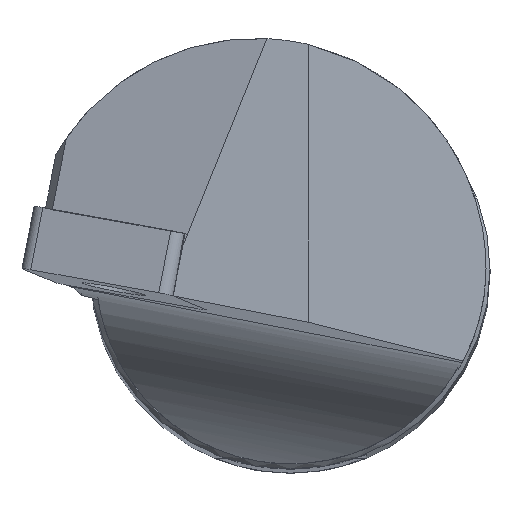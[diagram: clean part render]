
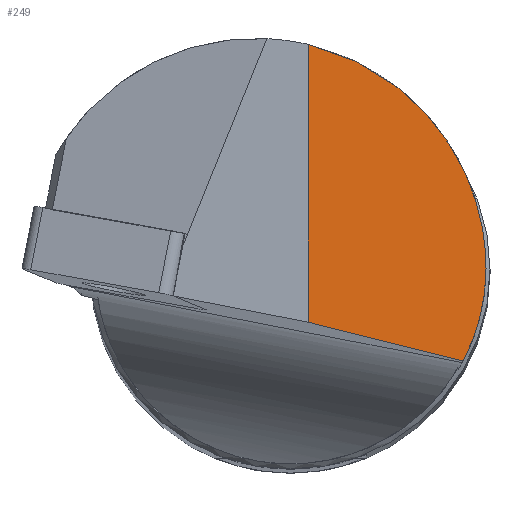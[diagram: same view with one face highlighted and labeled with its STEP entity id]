
A CAD part, top view. The second image highlights one B-rep face of the part: STEP entity #249.
In plain terms, the highlighted planar face has unit normal (0.707, 0, 0.707).
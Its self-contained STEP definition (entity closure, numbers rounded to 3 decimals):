
#47=ELLIPSE('',#789,27.719,19.6);
#48=ELLIPSE('',#790,32.598,23.05);
#89=PLANE('',#791);
#115=FACE_OUTER_BOUND('',#344,.T.);
#163=LINE('',#1182,#210);
#164=LINE('',#1184,#211);
#210=VECTOR('',#945,1.);
#211=VECTOR('',#946,1.);
#249=ADVANCED_FACE('',(#115),#89,.T.);
#344=EDGE_LOOP('',(#455,#456,#457,#458));
#455=ORIENTED_EDGE('',*,*,#676,.F.);
#456=ORIENTED_EDGE('',*,*,#677,.F.);
#457=ORIENTED_EDGE('',*,*,#678,.F.);
#458=ORIENTED_EDGE('',*,*,#679,.T.);
#601=VERTEX_POINT('',#1178);
#602=VERTEX_POINT('',#1179);
#603=VERTEX_POINT('',#1181);
#604=VERTEX_POINT('',#1183);
#676=EDGE_CURVE('',#601,#602,#47,.T.);
#677=EDGE_CURVE('',#603,#601,#48,.T.);
#678=EDGE_CURVE('',#604,#603,#163,.T.);
#679=EDGE_CURVE('',#604,#602,#164,.T.);
#789=AXIS2_PLACEMENT_3D('',#1177,#941,#942);
#790=AXIS2_PLACEMENT_3D('',#1180,#943,#944);
#791=AXIS2_PLACEMENT_3D('',#1185,#947,#948);
#941=DIRECTION('',(-0.707,0.,-0.707));
#942=DIRECTION('',(0.707,0.,-0.707));
#943=DIRECTION('',(-0.707,0.,-0.707));
#944=DIRECTION('',(-0.707,0.,0.707));
#945=DIRECTION('',(0.,1.,0.));
#946=DIRECTION('',(0.696,-0.173,-0.696));
#947=DIRECTION('',(0.707,0.,0.707));
#948=DIRECTION('',(-0.707,0.,0.707));
#1177=CARTESIAN_POINT('',(0.,0.,301.));
#1178=CARTESIAN_POINT('',(19.6,0.,281.4));
#1179=CARTESIAN_POINT('',(17.295,-9.222,283.705));
#1180=CARTESIAN_POINT('',(-3.45,0.,304.45));
#1181=CARTESIAN_POINT('',(1.8,22.444,299.2));
#1182=CARTESIAN_POINT('',(1.8,-5.383,299.2));
#1183=CARTESIAN_POINT('',(1.8,-5.383,299.2));
#1184=CARTESIAN_POINT('',(1.8,-5.383,299.2));
#1185=CARTESIAN_POINT('',(-5.904,0.,306.904));
